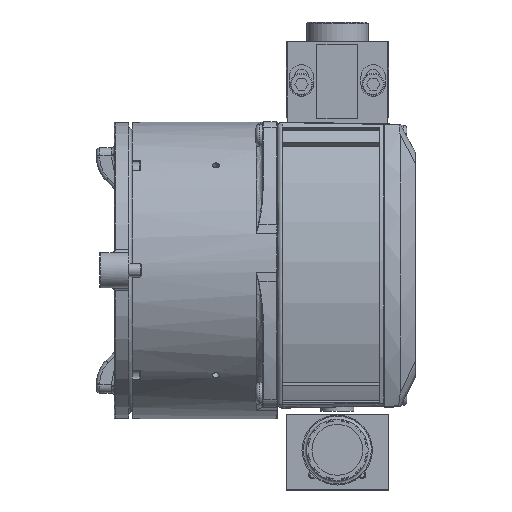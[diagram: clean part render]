
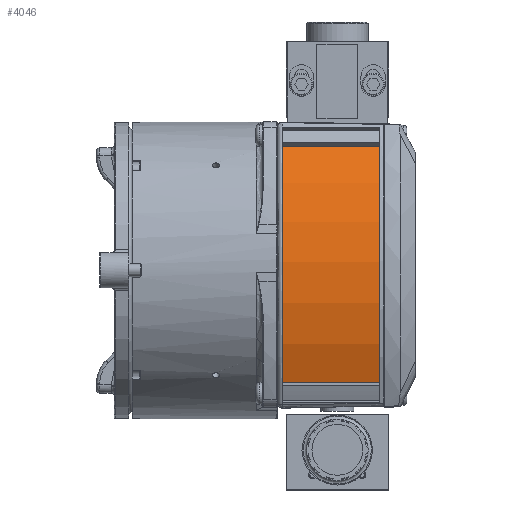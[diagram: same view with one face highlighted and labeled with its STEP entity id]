
A CAD part, top view. The second image highlights one B-rep face of the part: STEP entity #4046.
In plain terms, the highlighted cylindrical face has radius 82.779 mm (diameter 165.557 mm), a partial arc.
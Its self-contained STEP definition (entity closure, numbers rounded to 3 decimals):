
#1304=FACE_OUTER_BOUND('',#8902,.T.);
#3015=CYLINDRICAL_SURFACE('',#28330,82.779);
#4046=ADVANCED_FACE('',(#1304),#3015,.T.);
#6248=CIRCLE('',#28328,82.779);
#6249=CIRCLE('',#28329,82.779);
#8902=EDGE_LOOP('',(#12854,#12855,#12856,#12857));
#12854=ORIENTED_EDGE('',*,*,#21772,.F.);
#12855=ORIENTED_EDGE('',*,*,#21773,.F.);
#12856=ORIENTED_EDGE('',*,*,#21774,.T.);
#12857=ORIENTED_EDGE('',*,*,#21775,.T.);
#18981=VERTEX_POINT('',#44731);
#18982=VERTEX_POINT('',#44732);
#18983=VERTEX_POINT('',#44734);
#18984=VERTEX_POINT('',#44736);
#21772=EDGE_CURVE('',#18981,#18982,#6248,.T.);
#21773=EDGE_CURVE('',#18983,#18981,#24875,.T.);
#21774=EDGE_CURVE('',#18983,#18984,#6249,.T.);
#21775=EDGE_CURVE('',#18984,#18982,#24876,.T.);
#24875=LINE('',#44733,#26403);
#24876=LINE('',#44737,#26404);
#26403=VECTOR('',#33434,1.);
#26404=VECTOR('',#33437,1.);
#28328=AXIS2_PLACEMENT_3D('',#44730,#33432,#33433);
#28329=AXIS2_PLACEMENT_3D('',#44735,#33435,#33436);
#28330=AXIS2_PLACEMENT_3D('',#44738,#33438,#33439);
#33432=DIRECTION('',(1.,0.,0.));
#33433=DIRECTION('',(0.,0.,-1.));
#33434=DIRECTION('',(1.,0.,0.));
#33435=DIRECTION('',(1.,0.,0.));
#33436=DIRECTION('',(0.,0.,-1.));
#33437=DIRECTION('',(1.,0.,0.));
#33438=DIRECTION('',(1.,0.,0.));
#33439=DIRECTION('',(0.,0.,1.));
#44730=CARTESIAN_POINT('',(13.121,68.436,115.951));
#44731=CARTESIAN_POINT('',(13.121,111.526,186.63));
#44732=CARTESIAN_POINT('',(13.121,38.359,193.072));
#44733=CARTESIAN_POINT('',(-17.08,111.526,186.63));
#44734=CARTESIAN_POINT('',(-17.08,111.526,186.63));
#44735=CARTESIAN_POINT('',(-17.08,68.436,115.951));
#44736=CARTESIAN_POINT('',(-17.08,38.359,193.072));
#44737=CARTESIAN_POINT('',(-17.08,38.359,193.072));
#44738=CARTESIAN_POINT('',(-17.08,68.436,115.951));
